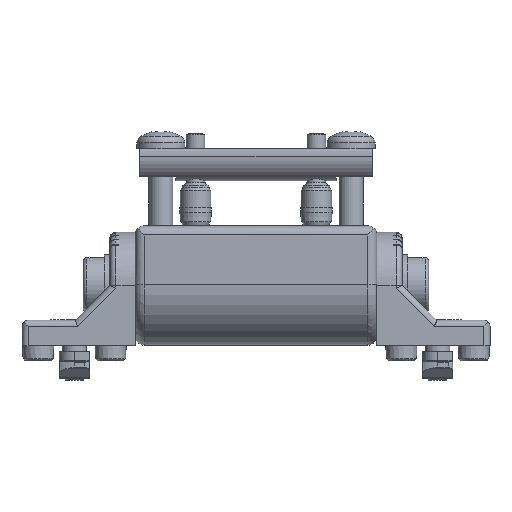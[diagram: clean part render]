
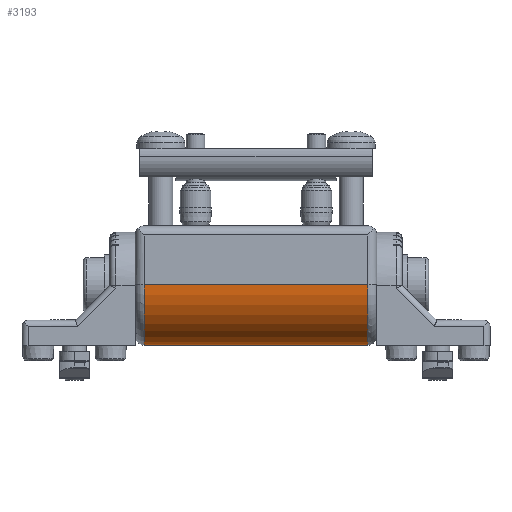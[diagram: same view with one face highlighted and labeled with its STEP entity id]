
A CAD part, front view. The second image highlights one B-rep face of the part: STEP entity #3193.
In plain terms, the highlighted cylindrical face has radius 20 mm (diameter 40 mm), a partial arc.
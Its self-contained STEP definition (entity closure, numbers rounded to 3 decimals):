
#3193=ADVANCED_FACE('',(#7057),#7058,.T.);
#7057=FACE_OUTER_BOUND('',#11604,.T.);
#7058=CYLINDRICAL_SURFACE('',#11605,20.0);
#11604=EDGE_LOOP('',(#21239,#21240,#21241,#21242));
#11605=AXIS2_PLACEMENT_3D('',#21243,#21244,#21245);
#21239=ORIENTED_EDGE('',*,*,#30672,.T.);
#21240=ORIENTED_EDGE('',*,*,#30673,.T.);
#21241=ORIENTED_EDGE('',*,*,#30674,.T.);
#21242=ORIENTED_EDGE('',*,*,#30675,.F.);
#21243=CARTESIAN_POINT('',(40.0,0.,0.));
#21244=DIRECTION('',(-1.0,0.0,0.0));
#21245=DIRECTION('',(0.0,1.0,0.));
#30672=EDGE_CURVE('',#37645,#37646,#37647,.T.);
#30673=EDGE_CURVE('',#37646,#37648,#37649,.T.);
#30674=EDGE_CURVE('',#37648,#37650,#37651,.T.);
#30675=EDGE_CURVE('',#37645,#37650,#37652,.T.);
#37645=VERTEX_POINT('',#48913);
#37646=VERTEX_POINT('',#48914);
#37647=CIRCLE('',#48915,20.0);
#37648=VERTEX_POINT('',#48916);
#37649=LINE('',#48917,#48918);
#37650=VERTEX_POINT('',#48919);
#37651=CIRCLE('',#48920,20.0);
#37652=LINE('',#48921,#48922);
#48913=CARTESIAN_POINT('',(37.0,20.0,0.));
#48914=CARTESIAN_POINT('',(37.0,-20.0,0.0));
#48915=AXIS2_PLACEMENT_3D('',#58083,#58084,#58085);
#48916=CARTESIAN_POINT('',(-37.0,-20.0,0.0));
#48917=CARTESIAN_POINT('',(40.0,-20.0,0.0));
#48918=VECTOR('',#58086,1.0);
#48919=CARTESIAN_POINT('',(-37.0,20.0,0.));
#48920=AXIS2_PLACEMENT_3D('',#58087,#58088,#58089);
#48921=CARTESIAN_POINT('',(40.0,20.0,0.0));
#48922=VECTOR('',#58090,1.0);
#58083=CARTESIAN_POINT('',(37.0,0.,0.));
#58084=DIRECTION('',(-1.0,0.0,0.0));
#58085=DIRECTION('',(0.0,1.0,0.));
#58086=DIRECTION('',(-1.0,0.0,0.0));
#58087=CARTESIAN_POINT('',(-37.0,0.,0.));
#58088=DIRECTION('',(1.0,0.0,0.0));
#58089=DIRECTION('',(0.0,1.0,0.));
#58090=DIRECTION('',(-1.0,0.0,0.0));
